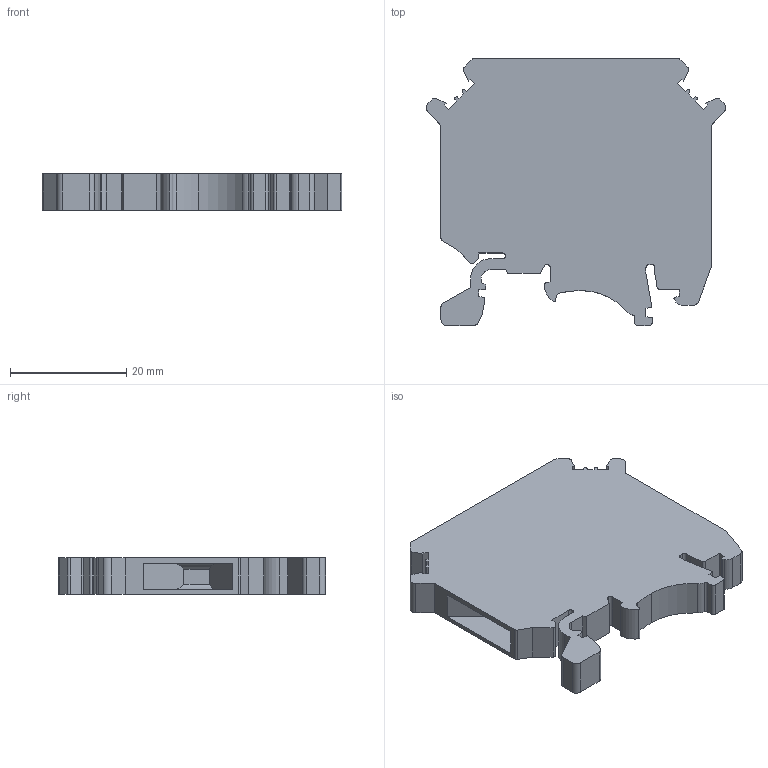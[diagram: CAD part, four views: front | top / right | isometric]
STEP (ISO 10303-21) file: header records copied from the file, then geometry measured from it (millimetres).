
FILE_DESCRIPTION((''),'2;1');
FILE_NAME('UKJ-2_5SK','2021-09-06T',('Administrator'),(''),'PRO/ENGINEER BY PARAMETRIC TECHNOLOGY CORPORATION, 2013230','PRO/ENGINEER BY PARAMETRIC TECHNOLOGY CORPORATION, 2013230','');
FILE_SCHEMA(('AUTOMOTIVE_DESIGN { 1 0 10303 214 1 1 1 1 }'));
Length unit declared in the file: millimetre
Products named in the file (1): UKJ-2_5SK
Bounding box: 51.63 x 46 x 6.2 mm (x, y, z)
Volume: 10388.3 mm3; surface area: 5630 mm2
Topology: 1 solids, 1 shells, 140 faces, 402 edges, 268 vertices
Faces by surface type: plane 91, cylinder 49
Entity records: 4660 total; most frequent: CARTESIAN_POINT 840, ORIENTED_EDGE 804, DIRECTION 764, EDGE_CURVE 402, VECTOR 304, LINE 304, VERTEX_POINT 268, AXIS2_PLACEMENT_3D 230
